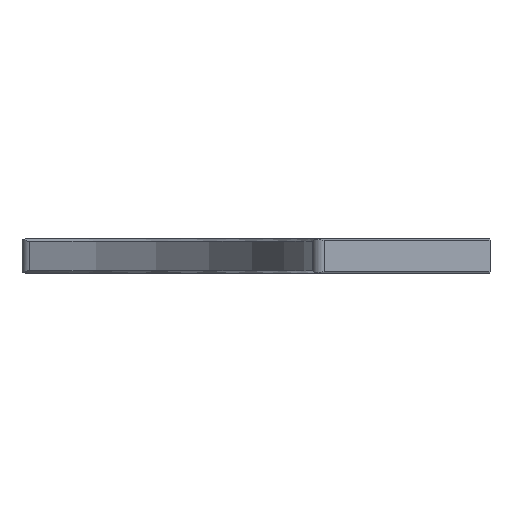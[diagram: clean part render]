
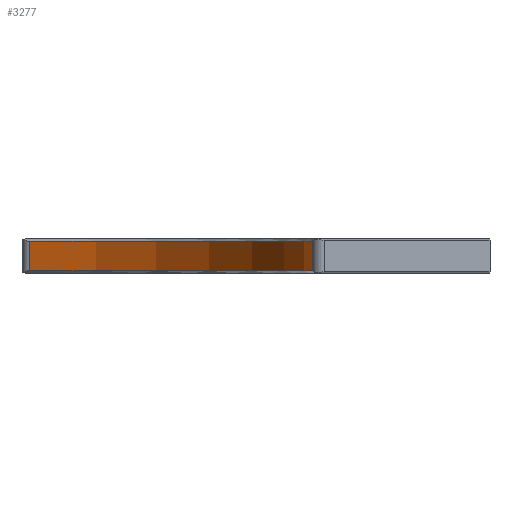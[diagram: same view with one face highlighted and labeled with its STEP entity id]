
A CAD part, front view. The second image highlights one B-rep face of the part: STEP entity #3277.
In plain terms, the highlighted cylindrical face has radius 115.9 mm (diameter 231.8 mm), a partial arc.
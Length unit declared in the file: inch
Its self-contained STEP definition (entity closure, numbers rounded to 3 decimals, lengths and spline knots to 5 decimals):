
#225 = CARTESIAN_POINT ( 'NONE',  ( 0., 0., -0.031 ) ) ;
#307 = CARTESIAN_POINT ( 'NONE',  ( 1.52526, 4.30053, -0.031 ) ) ;
#596 = AXIS2_PLACEMENT_3D ( 'NONE', #741, #2034, #2847 ) ;
#741 = CARTESIAN_POINT ( 'NONE',  ( 0., 0., -0.3425 ) ) ;
#1129 = CIRCLE ( 'NONE', #2610, 4.563 ) ;
#1417 = ORIENTED_EDGE ( 'NONE', *, *, #3544, .T. ) ;
#1420 = VECTOR ( 'NONE', #4213, 39.37008 ) ;
#1524 = CARTESIAN_POINT ( 'NONE',  ( 4.56138, 0.12167, -0.031 ) ) ;
#1687 = EDGE_LOOP ( 'NONE', ( #2426, #3380, #5215, #1417 ) ) ;
#1888 = VERTEX_POINT ( 'NONE', #307 ) ;
#1950 = EDGE_CURVE ( 'NONE', #2958, #2277, #3369, .T. ) ;
#1951 = DIRECTION ( 'NONE',  ( 1., 0., 0. ) ) ;
#1992 = DIRECTION ( 'NONE',  ( 0., 0., 1. ) ) ;
#2034 = DIRECTION ( 'NONE',  ( 0., 0., -1. ) ) ;
#2090 = CARTESIAN_POINT ( 'NONE',  ( 1.52526, 4.30053, -0.3425 ) ) ;
#2135 = VECTOR ( 'NONE', #1992, 39.37008 ) ;
#2277 = VERTEX_POINT ( 'NONE', #5072 ) ;
#2426 = ORIENTED_EDGE ( 'NONE', *, *, #4054, .T. ) ;
#2610 = AXIS2_PLACEMENT_3D ( 'NONE', #225, #3227, #1951 ) ;
#2847 = DIRECTION ( 'NONE',  ( 1., 0., 0. ) ) ;
#2958 = VERTEX_POINT ( 'NONE', #2090 ) ;
#3227 = DIRECTION ( 'NONE',  ( 0., 0., 1. ) ) ;
#3277 = ADVANCED_FACE ( 'NONE', ( #3845 ), #3411, .F. ) ;
#3369 = CIRCLE ( 'NONE', #596, 4.563 ) ;
#3380 = ORIENTED_EDGE ( 'NONE', *, *, #5228, .T. ) ;
#3390 = LINE ( 'NONE', #4641, #1420 ) ;
#3411 = CYLINDRICAL_SURFACE ( 'NONE', #4630, 4.563 ) ;
#3544 = EDGE_CURVE ( 'NONE', #2277, #4307, #5065, .T. ) ;
#3811 = CARTESIAN_POINT ( 'NONE',  ( 4.56138, 0.12167, -0.3735 ) ) ;
#3845 = FACE_OUTER_BOUND ( 'NONE', #1687, .T. ) ;
#4054 = EDGE_CURVE ( 'NONE', #4307, #1888, #1129, .T. ) ;
#4213 = DIRECTION ( 'NONE',  ( 0., 0., -1. ) ) ;
#4307 = VERTEX_POINT ( 'NONE', #1524 ) ;
#4613 = DIRECTION ( 'NONE',  ( 0., 0., 1. ) ) ;
#4630 = AXIS2_PLACEMENT_3D ( 'NONE', #5185, #4613, #5245 ) ;
#4641 = CARTESIAN_POINT ( 'NONE',  ( 1.52526, 4.30053, -0.3735 ) ) ;
#5065 = LINE ( 'NONE', #3811, #2135 ) ;
#5072 = CARTESIAN_POINT ( 'NONE',  ( 4.56138, 0.12167, -0.3425 ) ) ;
#5185 = CARTESIAN_POINT ( 'NONE',  ( 0., 0., -0.3735 ) ) ;
#5215 = ORIENTED_EDGE ( 'NONE', *, *, #1950, .T. ) ;
#5228 = EDGE_CURVE ( 'NONE', #1888, #2958, #3390, .T. ) ;
#5245 = DIRECTION ( 'NONE',  ( 1., 0., 0. ) ) ;
